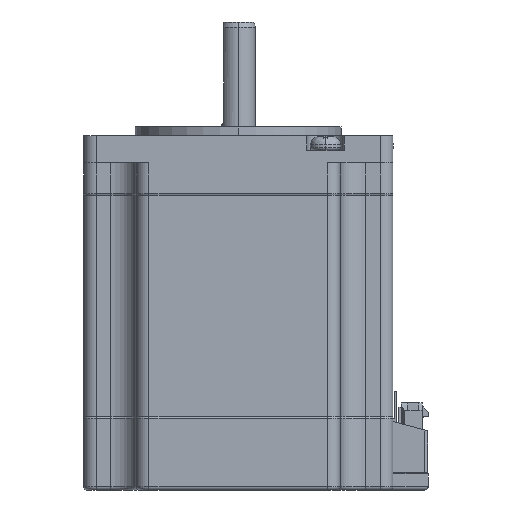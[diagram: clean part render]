
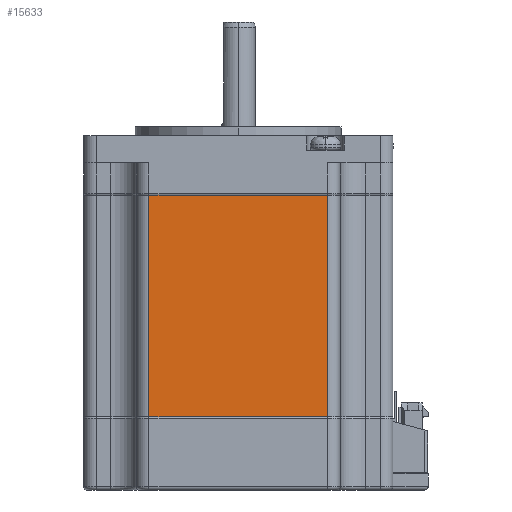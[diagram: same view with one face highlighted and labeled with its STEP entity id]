
A CAD part, left-side view. The second image highlights one B-rep face of the part: STEP entity #15633.
In plain terms, the highlighted face is planar.
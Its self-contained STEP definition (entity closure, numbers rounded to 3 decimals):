
#9905=DIRECTION('',(0.,0.,-1.));
#9906=VECTOR('',#9905,33.04);
#9907=CARTESIAN_POINT('',(0.,28.575,16.52));
#9908=LINE('',#9907,#9906);
#11847=DIRECTION('',(-1.,0.,0.));
#11848=VECTOR('',#11847,41.);
#11849=CARTESIAN_POINT('',(41.,28.575,16.52));
#11850=LINE('',#11849,#11848);
#11851=DIRECTION('',(0.,0.,-1.));
#11852=VECTOR('',#11851,33.04);
#11853=CARTESIAN_POINT('',(41.,28.575,16.52));
#11854=LINE('',#11853,#11852);
#11860=DIRECTION('',(1.,0.,0.));
#11861=VECTOR('',#11860,41.);
#11862=CARTESIAN_POINT('',(0.,28.575,-16.52));
#11863=LINE('',#11862,#11861);
#12446=CARTESIAN_POINT('',(0.,28.575,16.52));
#12447=CARTESIAN_POINT('',(0.,28.575,-16.52));
#12448=VERTEX_POINT('',#12446);
#12449=VERTEX_POINT('',#12447);
#12741=CARTESIAN_POINT('',(41.,28.575,16.52));
#12743=VERTEX_POINT('',#12741);
#12866=CARTESIAN_POINT('',(41.,28.575,-16.52));
#12868=VERTEX_POINT('',#12866);
#15621=CARTESIAN_POINT('',(41.3,28.575,0.));
#15622=DIRECTION('',(0.,-1.,0.));
#15623=DIRECTION('',(0.,0.,-1.));
#15624=AXIS2_PLACEMENT_3D('',#15621,#15622,#15623);
#15625=PLANE('',#15624);
#15626=ORIENTED_EDGE('',*,*,#13519,.F.);
#15627=ORIENTED_EDGE('',*,*,#15616,.T.);
#15628=ORIENTED_EDGE('',*,*,#13085,.T.);
#15630=ORIENTED_EDGE('',*,*,#15629,.T.);
#15631=EDGE_LOOP('',(#15626,#15627,#15628,#15630));
#15632=FACE_OUTER_BOUND('',#15631,.F.);
#15633=ADVANCED_FACE('',(#15632),#15625,.F.);
#13085=EDGE_CURVE('',#12448,#12449,#9908,.T.);
#13519=EDGE_CURVE('',#12743,#12868,#11854,.T.);
#15616=EDGE_CURVE('',#12743,#12448,#11850,.T.);
#15629=EDGE_CURVE('',#12449,#12868,#11863,.T.);
